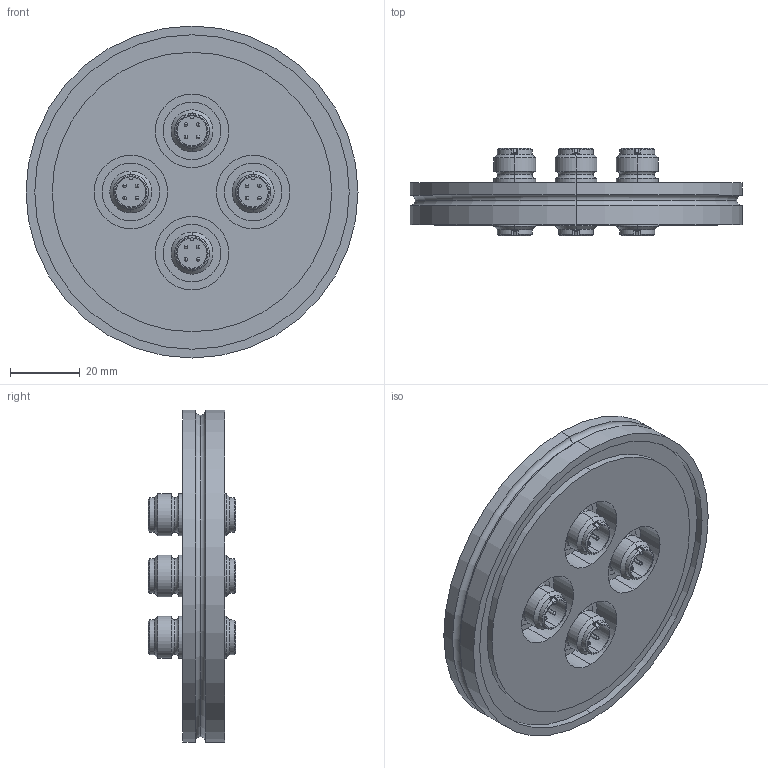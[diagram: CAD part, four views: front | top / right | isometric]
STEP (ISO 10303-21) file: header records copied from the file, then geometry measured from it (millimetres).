
FILE_DESCRIPTION (( 'STEP AP214' ), '1' );
FILE_NAME ('220-M12X4-ISO63-4.STEP', '2017-04-07T09:45:12', ( '' ), ( '' ), 'SwSTEP 2.0', 'SolidWorks 2014', '' );
FILE_SCHEMA (( 'AUTOMOTIVE_DESIGN' ));
Length unit declared in the file: millimetre
Products named in the file (5): 9220-ISO63-M12X4-4_DN063 ISO-K; 220-M12X4-ISO63-4; 9220-M12x4-W_Bohrung 1mm; 9220-M12x4-GLASS-W_220-M12X4; 9220-PIN-FENI_pin vergd
Assembly tree (10 placements, depth 3):
  220-M12X4-ISO63-4
    9220-ISO63-M12X4-4_DN063 ISO-K
    9220-M12x4-GLASS-W_220-M12X4  x4
      9220-M12x4-W_Bohrung 1mm
      9220-PIN-FENI_pin vergd
Bounding box: 95 x 25.1 x 95 mm (x, y, z)
Volume: 68730.9 mm3; surface area: 31897.1 mm2
Topology: 21 solids, 21 shells, 426 faces, 1074 edges, 646 vertices
Faces by surface type: cylinder 172, plane 86, sphere 64, torus 52, cone 52
Entity records: 3777 total; most frequent: DIRECTION 697, CARTESIAN_POINT 679, ORIENTED_EDGE 556, AXIS2_PLACEMENT_3D 305, EDGE_CURVE 278, VERTEX_POINT 175, CIRCLE 171, EDGE_LOOP 147
